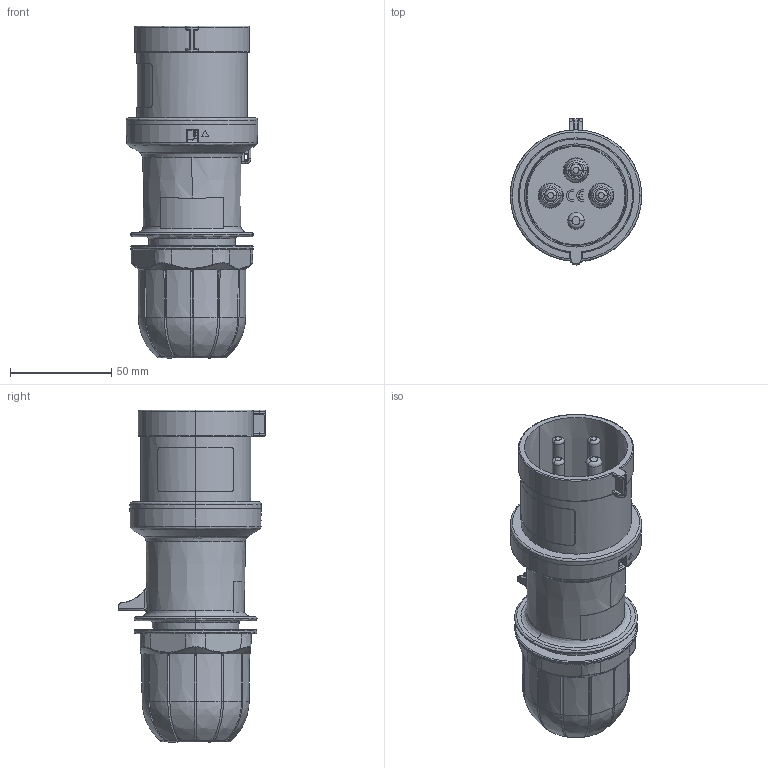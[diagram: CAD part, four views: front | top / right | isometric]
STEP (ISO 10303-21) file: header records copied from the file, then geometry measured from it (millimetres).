
FILE_DESCRIPTION (( 'STEP AP214' ), '1' );
FILE_NAME ('CATSTD-0S332-0P9-M01.STEP', '2019-08-05T18:12:31', ( '' ), ( '' ), 'SwSTEP 2.0', 'SolidWorks 2017', '' );
FILE_SCHEMA (( 'AUTOMOTIVE_DESIGN' ));
Length unit declared in the file: millimetre
Products named in the file (1): CATSTD-0S332-0P9-M01
Bounding box: 65 x 72.4 x 164.2 mm (x, y, z)
Volume: 130503.1 mm3; surface area: 136941.4 mm2
Topology: 13 solids, 14 shells, 3440 faces, 8833 edges, 5456 vertices
Faces by surface type: bspline 1344, plane 888, cylinder 813, cone 371, torus 24
Entity records: 175100 total; most frequent: CARTESIAN_POINT 105350, ORIENTED_EDGE 17550, DIRECTION 10034, EDGE_CURVE 8775, VERTEX_POINT 5446, B_SPLINE_CURVE_WITH_KNOTS 4209, AXIS2_PLACEMENT_3D 3802, EDGE_LOOP 3579
